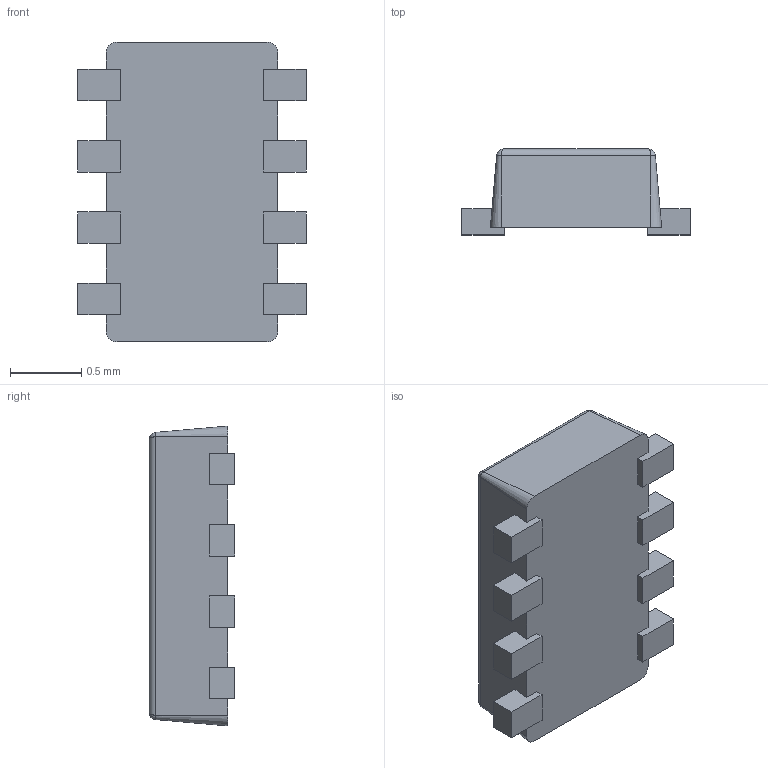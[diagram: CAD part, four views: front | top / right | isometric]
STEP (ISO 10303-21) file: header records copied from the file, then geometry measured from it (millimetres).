
FILE_DESCRIPTION (( 'STEP AP214' ), '1' );
FILE_NAME ('TPS62933PDRLR.STEP', '2023-03-18T18:53:12', ( '' ), ( '' ), 'SwSTEP 2.0', 'SolidWorks 2021', '' );
FILE_SCHEMA (( 'AUTOMOTIVE_DESIGN' ));
Length unit declared in the file: millimetre
Products named in the file (1): TPS62933PDRLR
Bounding box: 1.6 x 0.6 x 2.1 mm (x, y, z)
Volume: 1.4 mm3; surface area: 10.9 mm2
Topology: 10 solids, 10 shells, 105 faces, 244 edges, 156 vertices
Faces by surface type: plane 89, cylinder 8, cone 4, bspline 4
Entity records: 3457 total; most frequent: CARTESIAN_POINT 990, ORIENTED_EDGE 480, DIRECTION 444, EDGE_CURVE 240, VECTOR 216, LINE 216, VERTEX_POINT 156, AXIS2_PLACEMENT_3D 114
